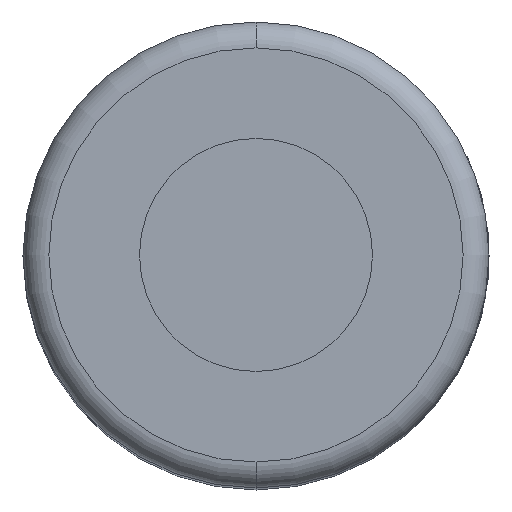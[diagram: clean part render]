
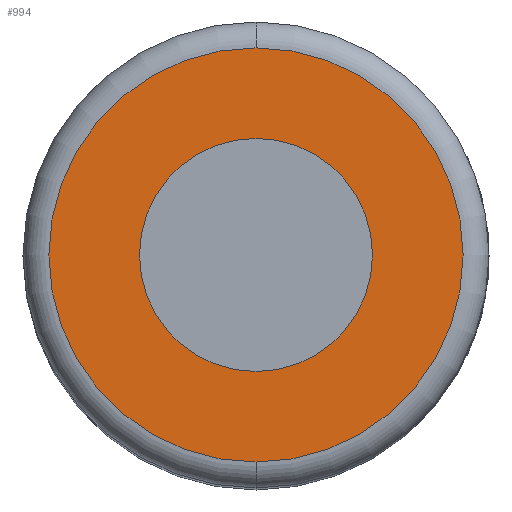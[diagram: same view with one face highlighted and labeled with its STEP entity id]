
A CAD part, top view. The second image highlights one B-rep face of the part: STEP entity #994.
In plain terms, the highlighted planar face has unit normal (0, 0, 1).
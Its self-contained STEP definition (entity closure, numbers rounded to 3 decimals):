
#718 = CARTESIAN_POINT ( 'NONE',  ( 0., -8., 45. ) ) ;
#719 = VERTEX_POINT ( 'NONE', #718 ) ;
#727 = CARTESIAN_POINT ( 'NONE',  ( 0., 8., 45. ) ) ;
#728 = VERTEX_POINT ( 'NONE', #727 ) ;
#729 = CARTESIAN_POINT ( 'NONE',  ( 0., 0., 45. ) ) ;
#730 = DIRECTION ( 'NONE',  ( 0., 0., 1. ) ) ;
#731 = DIRECTION ( 'NONE',  ( 0., 1., 0. ) ) ;
#732 = AXIS2_PLACEMENT_3D ( 'NONE', #729, #730, #731 ) ;
#733 = CIRCLE ( 'NONE', #732, 8.0) ;
#734 = EDGE_CURVE ( 'NONE', #728, #719, #733, .T. ) ;
#979 = ORIENTED_EDGE ( 'NONE', *, *, #734, .T. ) ;
#980 = CARTESIAN_POINT ( 'NONE',  ( 0., 0., 45. ) ) ;
#981 = DIRECTION ( 'NONE',  ( 0., 0., 1. ) ) ;
#982 = DIRECTION ( 'NONE',  ( 0., 1., 0. ) ) ;
#983 = AXIS2_PLACEMENT_3D ( 'NONE', #980, #981, #982 ) ;
#984 = CIRCLE ( 'NONE', #983, 8.0) ;
#985 = EDGE_CURVE ( 'NONE', #719, #728, #984, .T. ) ;
#986 = ORIENTED_EDGE ( 'NONE', *, *, #985, .T. ) ;
#987 = EDGE_LOOP ( 'NONE', ( #979, #986 ) ) ;
#988 = FACE_OUTER_BOUND ( 'NONE', #987, .T. ) ;
#989 = CARTESIAN_POINT ( 'NONE',  ( 0., 0., 45. ) ) ;
#990 = DIRECTION ( 'NONE',  ( 0., 0., 1. ) ) ;
#991 = DIRECTION ( 'NONE',  ( 0., 1., 0. ) ) ;
#992 = AXIS2_PLACEMENT_3D ( 'NONE', #989, #990, #991 ) ;
#993 = PLANE ( 'NONE', #992 ) ;
#994 = ADVANCED_FACE ( 'NONE', ( #988 ), #993, .T. ) ;
